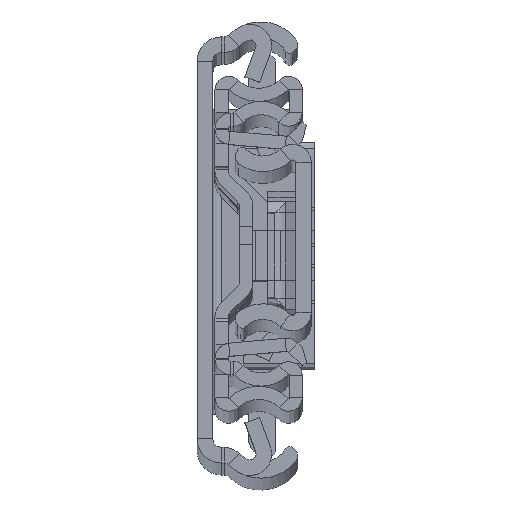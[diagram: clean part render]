
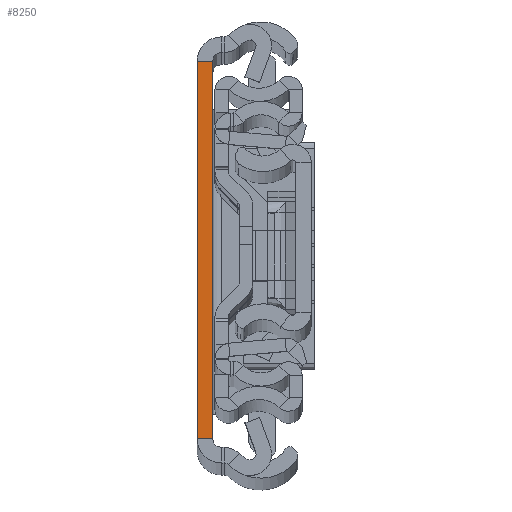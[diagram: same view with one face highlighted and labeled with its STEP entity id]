
A CAD part, top view. The second image highlights one B-rep face of the part: STEP entity #8250.
In plain terms, the highlighted planar face has unit normal (0, 0, 1).
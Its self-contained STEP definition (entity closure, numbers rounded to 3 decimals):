
#178 = EDGE_LOOP ( 'NONE', ( #15242, #17393, #1406, #16568 ) ) ;
#456 = DIRECTION ( 'NONE',  ( 0., 1., 0. ) ) ;
#1053 = FACE_OUTER_BOUND ( 'NONE', #178, .T. ) ;
#1220 = LINE ( 'NONE', #5592, #2101 ) ;
#1406 = ORIENTED_EDGE ( 'NONE', *, *, #16636, .T. ) ;
#1625 = VECTOR ( 'NONE', #10450, 1000. ) ;
#2101 = VECTOR ( 'NONE', #11147, 1000. ) ;
#2106 = VECTOR ( 'NONE', #9135, 1000. ) ;
#2405 = VERTEX_POINT ( 'NONE', #7164 ) ;
#2424 = DIRECTION ( 'NONE',  ( 0., 0., -1. ) ) ;
#3278 = CARTESIAN_POINT ( 'NONE',  ( 2.6, -31.5, 0. ) ) ;
#3542 = EDGE_CURVE ( 'NONE', #8207, #2405, #17373, .T. ) ;
#3860 = CARTESIAN_POINT ( 'NONE',  ( 2.6, -31.5, 0. ) ) ;
#4796 = CARTESIAN_POINT ( 'NONE',  ( 0., -31.5, 0. ) ) ;
#4888 = CARTESIAN_POINT ( 'NONE',  ( 2.6, 31.5, 0. ) ) ;
#5592 = CARTESIAN_POINT ( 'NONE',  ( 2.6, -31.5, 0. ) ) ;
#6787 = VECTOR ( 'NONE', #456, 1000. ) ;
#7164 = CARTESIAN_POINT ( 'NONE',  ( 2.6, 31.5, 0. ) ) ;
#7298 = LINE ( 'NONE', #3278, #6787 ) ;
#8207 = VERTEX_POINT ( 'NONE', #13538 ) ;
#8250 = ADVANCED_FACE ( 'NONE', ( #1053 ), #9439, .F. ) ;
#9135 = DIRECTION ( 'NONE',  ( 0., 1., 0. ) ) ;
#9343 = CARTESIAN_POINT ( 'NONE',  ( 2.6, -31.5, 0. ) ) ;
#9439 = PLANE ( 'NONE',  #9555 ) ;
#9555 = AXIS2_PLACEMENT_3D ( 'NONE', #9343, #2424, #14993 ) ;
#10450 = DIRECTION ( 'NONE',  ( 1., 0., 0. ) ) ;
#10498 = LINE ( 'NONE', #16055, #2106 ) ;
#11147 = DIRECTION ( 'NONE',  ( 1., 0., 0. ) ) ;
#11430 = VERTEX_POINT ( 'NONE', #4796 ) ;
#11893 = EDGE_CURVE ( 'NONE', #11430, #8207, #10498, .T. ) ;
#12179 = EDGE_CURVE ( 'NONE', #16613, #2405, #7298, .T. ) ;
#13538 = CARTESIAN_POINT ( 'NONE',  ( 0., 31.5, 0. ) ) ;
#14993 = DIRECTION ( 'NONE',  ( 0., 1., 0. ) ) ;
#15242 = ORIENTED_EDGE ( 'NONE', *, *, #3542, .F. ) ;
#16055 = CARTESIAN_POINT ( 'NONE',  ( 0., -31.5, 0. ) ) ;
#16568 = ORIENTED_EDGE ( 'NONE', *, *, #12179, .T. ) ;
#16613 = VERTEX_POINT ( 'NONE', #3860 ) ;
#16636 = EDGE_CURVE ( 'NONE', #11430, #16613, #1220, .T. ) ;
#17373 = LINE ( 'NONE', #4888, #1625 ) ;
#17393 = ORIENTED_EDGE ( 'NONE', *, *, #11893, .F. ) ;
